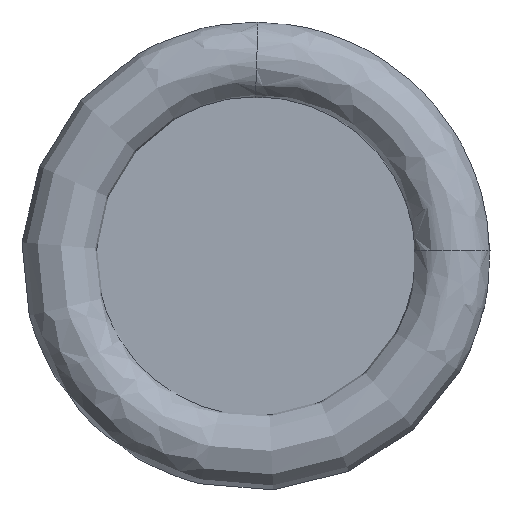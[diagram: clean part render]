
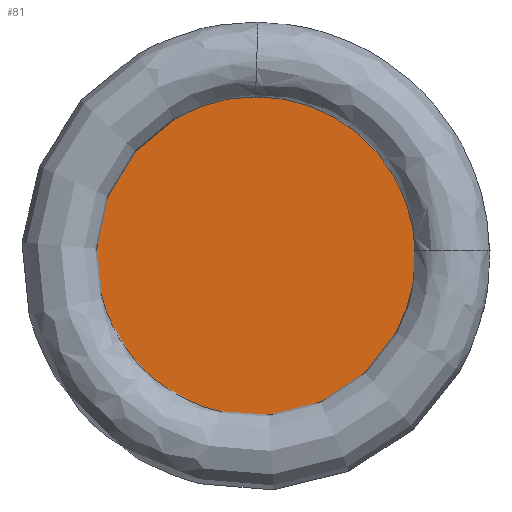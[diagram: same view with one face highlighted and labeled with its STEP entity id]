
A CAD part, left-side view. The second image highlights one B-rep face of the part: STEP entity #81.
In plain terms, the highlighted planar face has unit normal (-1, 0, 0).
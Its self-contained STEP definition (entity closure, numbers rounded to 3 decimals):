
#33=PLANE('',#281);
#36=FACE_OUTER_BOUND('',#147,.T.);
#81=ADVANCED_FACE('',(#36),#33,.F.);
#147=EDGE_LOOP('',(#185));
#185=ORIENTED_EDGE('',*,*,#234,.T.);
#215=VERTEX_POINT('',#481);
#234=EDGE_CURVE('',#215,#215,#253,.T.);
#253=CIRCLE('',#280,14.307);
#280=AXIS2_PLACEMENT_3D('',#480,#335,#336);
#281=AXIS2_PLACEMENT_3D('',#482,#337,#338);
#335=DIRECTION('',(-1.,0.,0.));
#336=DIRECTION('',(0.,0.,1.));
#337=DIRECTION('',(1.,0.,0.));
#338=DIRECTION('',(0.,0.,-1.));
#480=CARTESIAN_POINT('',(2.5,0.,0.));
#481=CARTESIAN_POINT('',(2.5,0.,14.307));
#482=CARTESIAN_POINT('',(2.5,14.307,0.));
